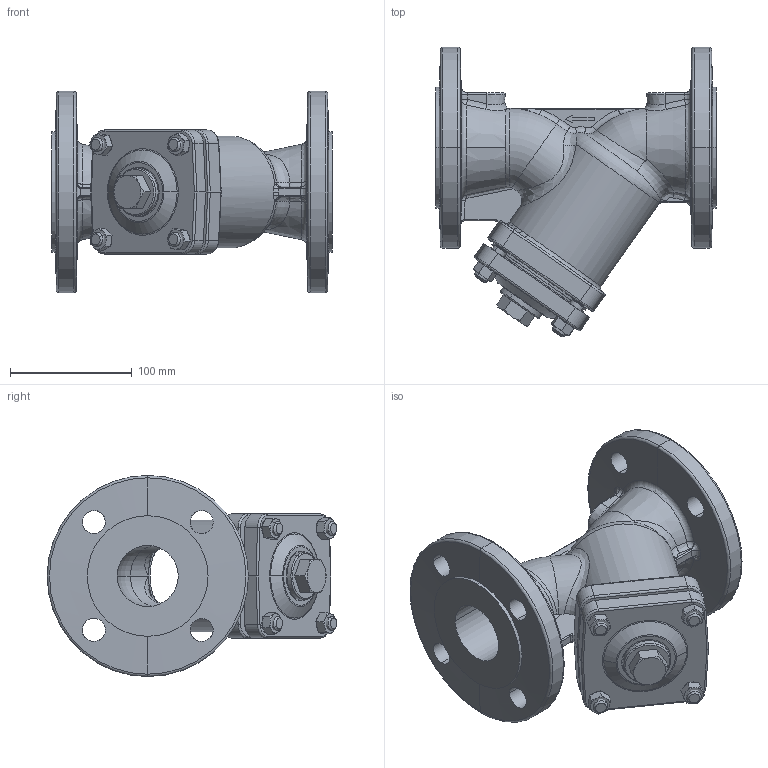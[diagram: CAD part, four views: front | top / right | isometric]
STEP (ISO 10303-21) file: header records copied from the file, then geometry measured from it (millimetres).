
FILE_DESCRIPTION (( 'STEP AP203' ), '1' );
FILE_NAME ('821_DN50_PN16.STEP', '2010-01-08T11:58:56', ( 'Piotr Zlobecki' ), ( 'ZETKAMA SA' ), 'SwSTEP 2.0', 'SolidWorks 2010', '' );
FILE_SCHEMA (( 'CONFIG_CONTROL_DESIGN' ));
Products named in the file (1): 821_DN50_PN16
Bounding box: 230 x 237.63 x 165 mm (x, y, z)
Volume: 1466192.2 mm3; surface area: 275243.9 mm2
Topology: 11 solids, 11 shells, 594 faces, 1319 edges, 763 vertices
Faces by surface type: cylinder 174, plane 133, cone 113, bspline 85, torus 81, sphere 8
Entity records: 46043 total; most frequent: CARTESIAN_POINT 33319, ORIENTED_EDGE 2630, DIRECTION 2599, EDGE_CURVE 1315, AXIS2_PLACEMENT_3D 1098, VERTEX_POINT 763, EDGE_LOOP 660, FACE_OUTER_BOUND 594
